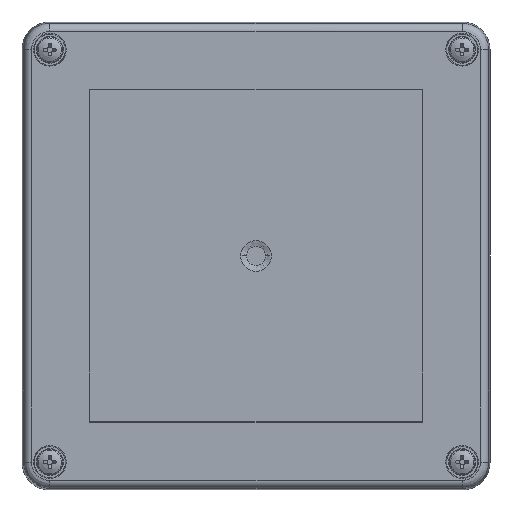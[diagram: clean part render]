
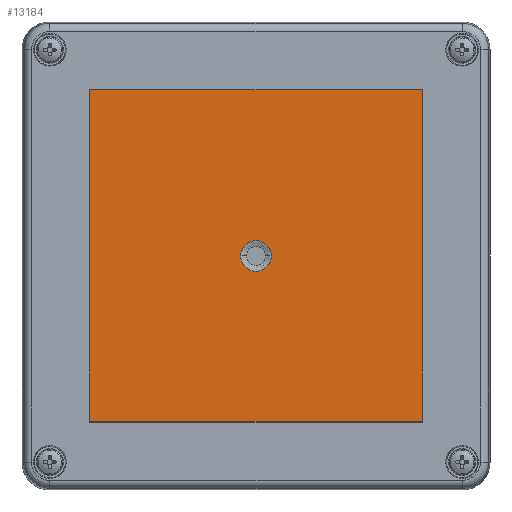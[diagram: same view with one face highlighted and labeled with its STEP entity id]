
A CAD part, top view. The second image highlights one B-rep face of the part: STEP entity #13184.
In plain terms, the highlighted planar face has unit normal (0, 0, 1).
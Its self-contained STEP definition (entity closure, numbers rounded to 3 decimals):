
#483=FACE_BOUND('',#4638,.T.);
#837=PLANE('',#14309);
#1890=LINE('',#27121,#2820);
#1893=LINE('',#27126,#2823);
#1895=LINE('',#27130,#2825);
#1896=LINE('',#27132,#2826);
#2820=VECTOR('',#16865,1000.);
#2823=VECTOR('',#16870,1000.);
#2825=VECTOR('',#16874,1000.);
#2826=VECTOR('',#16877,1000.);
#3750=FACE_OUTER_BOUND('',#4637,.T.);
#4637=EDGE_LOOP('',(#11216,#11217,#11218,#11219));
#4638=EDGE_LOOP('',(#11220,#11221));
#5382=CIRCLE('',#14031,3.45);
#5388=CIRCLE('',#14038,3.45);
#6157=VERTEX_POINT('',#22678);
#6158=VERTEX_POINT('',#22683);
#6503=VERTEX_POINT('',#27118);
#6504=VERTEX_POINT('',#27120);
#6505=VERTEX_POINT('',#27124);
#6506=VERTEX_POINT('',#27128);
#7575=EDGE_CURVE('',#6157,#6158,#5382,.T.);
#7584=EDGE_CURVE('',#6158,#6157,#5388,.T.);
#8098=EDGE_CURVE('',#6503,#6504,#1890,.T.);
#8101=EDGE_CURVE('',#6505,#6503,#1893,.T.);
#8103=EDGE_CURVE('',#6506,#6505,#1895,.T.);
#8104=EDGE_CURVE('',#6504,#6506,#1896,.T.);
#11216=ORIENTED_EDGE('',*,*,#8101,.F.);
#11217=ORIENTED_EDGE('',*,*,#8103,.F.);
#11218=ORIENTED_EDGE('',*,*,#8104,.F.);
#11219=ORIENTED_EDGE('',*,*,#8098,.F.);
#11220=ORIENTED_EDGE('',*,*,#7584,.F.);
#11221=ORIENTED_EDGE('',*,*,#7575,.F.);
#13184=ADVANCED_FACE('',(#3750,#483),#837,.T.);
#14031=AXIS2_PLACEMENT_3D('',#22684,#16078,#16079);
#14038=AXIS2_PLACEMENT_3D('',#22755,#16092,#16093);
#14309=AXIS2_PLACEMENT_3D('',#27137,#16886,#16887);
#16078=DIRECTION('center_axis',(0.,0.,1.));
#16079=DIRECTION('ref_axis',(1.,0.,0.));
#16092=DIRECTION('center_axis',(0.,0.,1.));
#16093=DIRECTION('ref_axis',(1.,0.,0.));
#16865=DIRECTION('',(1.,0.,0.));
#16870=DIRECTION('',(0.,1.,0.));
#16874=DIRECTION('',(-1.,0.,0.));
#16877=DIRECTION('',(0.,-1.,0.));
#16886=DIRECTION('center_axis',(0.,0.,1.));
#16887=DIRECTION('ref_axis',(1.,0.,0.));
#22678=CARTESIAN_POINT('',(3.45,0.,29.581));
#22683=CARTESIAN_POINT('',(-3.45,0.,29.581));
#22684=CARTESIAN_POINT('Origin',(0.,0.,
29.581));
#22755=CARTESIAN_POINT('Origin',(0.,0.,
29.581));
#27118=CARTESIAN_POINT('',(-37.25,37.25,29.581));
#27120=CARTESIAN_POINT('',(37.25,37.25,29.581));
#27121=CARTESIAN_POINT('',(-37.15,37.25,29.581));
#27124=CARTESIAN_POINT('',(-37.25,-37.25,29.581));
#27126=CARTESIAN_POINT('',(-37.25,37.15,29.581));
#27128=CARTESIAN_POINT('',(37.25,-37.25,29.581));
#27130=CARTESIAN_POINT('',(-37.15,-37.25,29.581));
#27132=CARTESIAN_POINT('',(37.25,37.15,29.581));
#27137=CARTESIAN_POINT('Origin',(0.,0.,
29.581));
